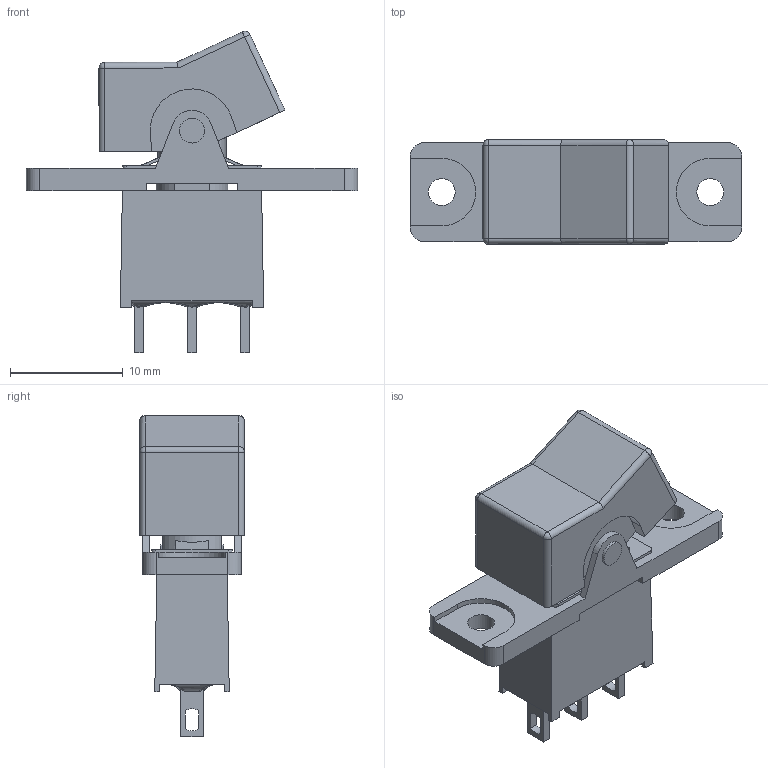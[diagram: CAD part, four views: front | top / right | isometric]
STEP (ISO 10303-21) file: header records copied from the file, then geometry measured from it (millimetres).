
FILE_DESCRIPTION((' '),'2;1');
FILE_NAME('300AWSPxR1xxxM1xE.stp','2017-07-26T11:19:10',(' '),(' '),' ','ACIS',' ');
FILE_SCHEMA(('CONFIG_CONTROL_DESIGN'));
Length unit declared in the file: inch
Products named in the file (1): 300AWSPxR1xxxM1xE.stp
Bounding box: 29.36 x 9.27 x 28.46 mm (x, y, z)
Volume: 1842.1 mm3; surface area: 2367.7 mm2
Topology: 1 solids, 1 shells, 196 faces, 564 edges, 372 vertices
Faces by surface type: plane 122, cylinder 62, bspline 8, sphere 4
Full cylindrical faces by diameter (mm): 2.2 x4, 2.39 x2
Entity records: 7427 total; most frequent: CARTESIAN_POINT 2146, ORIENTED_EDGE 1108, DIRECTION 1032, EDGE_CURVE 554, VECTOR 380, LINE 380, VERTEX_POINT 370, AXIS2_PLACEMENT_3D 326
